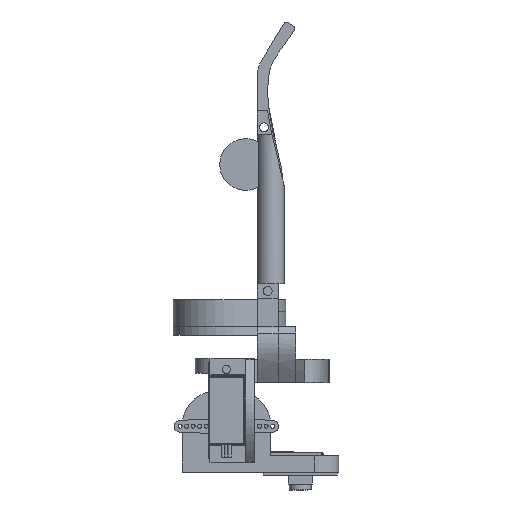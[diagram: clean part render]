
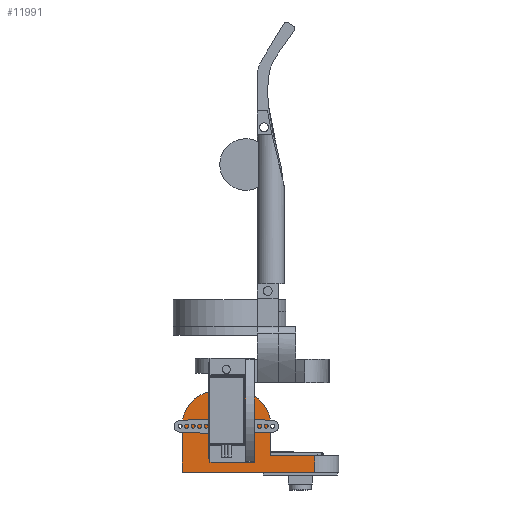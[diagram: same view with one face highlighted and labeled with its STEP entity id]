
A CAD part, left-side view. The second image highlights one B-rep face of the part: STEP entity #11991.
In plain terms, the highlighted planar face has unit normal (-1, 0, 0).
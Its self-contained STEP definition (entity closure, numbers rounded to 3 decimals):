
#780=FACE_BOUND('',#1993,.T.);
#1201=FACE_OUTER_BOUND('',#1992,.T.);
#1992=EDGE_LOOP('',(#9479,#9480,#9481,#9482,#9483,#9484,#9485,#9486));
#1993=EDGE_LOOP('',(#9487));
#2850=LINE('',#22413,#3748);
#2852=LINE('',#22419,#3750);
#2864=LINE('',#22463,#3762);
#2865=LINE('',#22465,#3763);
#2866=LINE('',#22469,#3764);
#2867=LINE('',#22472,#3765);
#3748=VECTOR('',#15540,10.);
#3750=VECTOR('',#15546,10.);
#3762=VECTOR('',#15580,10.);
#3763=VECTOR('',#15581,10.);
#3764=VECTOR('',#15584,10.);
#3765=VECTOR('',#15587,10.);
#4468=CIRCLE('',#13141,12.);
#4469=CIRCLE('',#13142,12.);
#4470=CIRCLE('',#13143,4.75);
#5333=VERTEX_POINT('',#22410);
#5334=VERTEX_POINT('',#22412);
#5336=VERTEX_POINT('',#22418);
#5357=VERTEX_POINT('',#22462);
#5358=VERTEX_POINT('',#22464);
#5359=VERTEX_POINT('',#22466);
#5360=VERTEX_POINT('',#22468);
#5361=VERTEX_POINT('',#22470);
#5362=VERTEX_POINT('',#22473);
#6773=EDGE_CURVE('',#5333,#5334,#2850,.T.);
#6776=EDGE_CURVE('',#5334,#5336,#2852,.T.);
#6798=EDGE_CURVE('',#5357,#5333,#2864,.T.);
#6799=EDGE_CURVE('',#5357,#5358,#2865,.T.);
#6800=EDGE_CURVE('',#5359,#5358,#4468,.T.);
#6801=EDGE_CURVE('',#5360,#5359,#2866,.T.);
#6802=EDGE_CURVE('',#5361,#5360,#4469,.T.);
#6803=EDGE_CURVE('',#5361,#5336,#2867,.T.);
#6804=EDGE_CURVE('',#5362,#5362,#4470,.T.);
#9479=ORIENTED_EDGE('',*,*,#6773,.F.);
#9480=ORIENTED_EDGE('',*,*,#6798,.F.);
#9481=ORIENTED_EDGE('',*,*,#6799,.T.);
#9482=ORIENTED_EDGE('',*,*,#6800,.F.);
#9483=ORIENTED_EDGE('',*,*,#6801,.F.);
#9484=ORIENTED_EDGE('',*,*,#6802,.F.);
#9485=ORIENTED_EDGE('',*,*,#6803,.T.);
#9486=ORIENTED_EDGE('',*,*,#6776,.F.);
#9487=ORIENTED_EDGE('',*,*,#6804,.T.);
#11216=PLANE('',#13140);
#11991=ADVANCED_FACE('',(#1201,#780),#11216,.T.);
#13140=AXIS2_PLACEMENT_3D('',#22461,#15578,#15579);
#13141=AXIS2_PLACEMENT_3D('',#22467,#15582,#15583);
#13142=AXIS2_PLACEMENT_3D('',#22471,#15585,#15586);
#13143=AXIS2_PLACEMENT_3D('',#22474,#15588,#15589);
#15540=DIRECTION('',(0.,0.,-1.));
#15546=DIRECTION('',(0.,1.,0.));
#15578=DIRECTION('center_axis',(-1.,0.,0.));
#15579=DIRECTION('ref_axis',(0.,1.,0.));
#15580=DIRECTION('',(0.,-1.,0.));
#15581=DIRECTION('',(0.,0.,1.));
#15582=DIRECTION('center_axis',(1.,0.,0.));
#15583=DIRECTION('ref_axis',(0.,-0.707,0.707));
#15584=DIRECTION('',(0.,-1.,0.));
#15585=DIRECTION('center_axis',(1.,0.,0.));
#15586=DIRECTION('ref_axis',(0.,0.707,0.707));
#15587=DIRECTION('',(0.,0.,-1.));
#15588=DIRECTION('center_axis',(1.,0.,0.));
#15589=DIRECTION('ref_axis',(0.,0.,1.));
#22410=CARTESIAN_POINT('',(4.117,-4.39,-24.567));
#22412=CARTESIAN_POINT('',(4.117,-4.39,-30.067));
#22413=CARTESIAN_POINT('',(4.117,-4.39,-27.567));
#22418=CARTESIAN_POINT('',(4.117,40.443,-30.067));
#22419=CARTESIAN_POINT('',(4.117,20.443,-30.067));
#22461=CARTESIAN_POINT('Origin',(4.117,-17.614,-27.567));
#22462=CARTESIAN_POINT('',(4.117,10.443,-24.567));
#22463=CARTESIAN_POINT('',(4.117,20.443,-24.567));
#22464=CARTESIAN_POINT('',(4.117,10.443,-14.567));
#22465=CARTESIAN_POINT('',(4.117,10.443,-27.567));
#22466=CARTESIAN_POINT('',(4.117,22.443,-2.567));
#22467=CARTESIAN_POINT('Origin',(4.117,22.443,-14.567));
#22468=CARTESIAN_POINT('',(4.117,28.443,-2.567));
#22469=CARTESIAN_POINT('',(4.117,40.443,-2.567));
#22470=CARTESIAN_POINT('',(4.117,40.443,-14.567));
#22471=CARTESIAN_POINT('Origin',(4.117,28.443,-14.567));
#22472=CARTESIAN_POINT('',(4.117,40.443,-27.567));
#22473=CARTESIAN_POINT('',(4.117,25.443,-14.317));
#22474=CARTESIAN_POINT('Origin',(4.117,25.443,-9.567));
